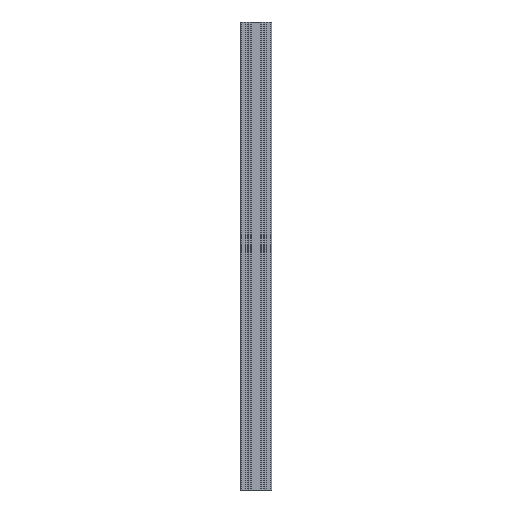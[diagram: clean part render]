
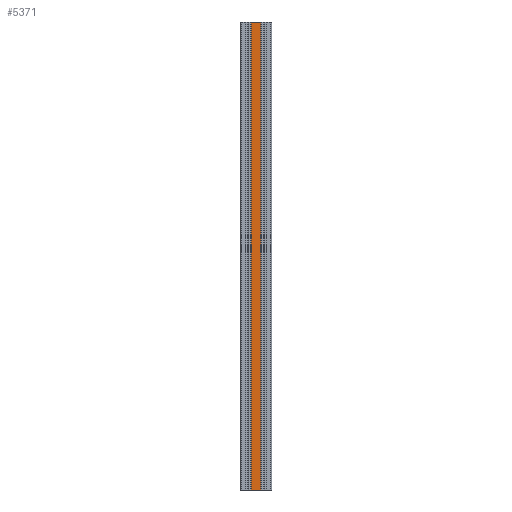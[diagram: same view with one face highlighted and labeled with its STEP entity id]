
A CAD part, front view. The second image highlights one B-rep face of the part: STEP entity #5371.
In plain terms, the highlighted planar face has unit normal (0, -1, 0).
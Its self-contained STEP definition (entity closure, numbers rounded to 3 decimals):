
#143=PLANE('',#5879);
#397=FACE_OUTER_BOUND('',#667,.T.);
#667=EDGE_LOOP('',(#4337,#4338,#4339,#4340));
#1187=LINE('',#8955,#1735);
#1188=LINE('',#8959,#1736);
#1189=LINE('',#8961,#1737);
#1190=LINE('',#8962,#1738);
#1735=VECTOR('',#7341,1000.);
#1736=VECTOR('',#7346,10.);
#1737=VECTOR('',#7347,1000.);
#1738=VECTOR('',#7348,12.6);
#2529=VERTEX_POINT('',#8952);
#2530=VERTEX_POINT('',#8954);
#2531=VERTEX_POINT('',#8958);
#2532=VERTEX_POINT('',#8960);
#3298=EDGE_CURVE('',#2530,#2529,#1187,.T.);
#3300=EDGE_CURVE('',#2529,#2531,#1188,.F.);
#3301=EDGE_CURVE('',#2532,#2531,#1189,.T.);
#3302=EDGE_CURVE('',#2532,#2530,#1190,.T.);
#4337=ORIENTED_EDGE('',*,*,#3300,.T.);
#4338=ORIENTED_EDGE('',*,*,#3301,.F.);
#4339=ORIENTED_EDGE('',*,*,#3302,.T.);
#4340=ORIENTED_EDGE('',*,*,#3298,.T.);
#5371=ADVANCED_FACE('',(#397),#143,.T.);
#5879=AXIS2_PLACEMENT_3D('',#8957,#7344,#7345);
#7341=DIRECTION('',(0.,0.,1.));
#7344=DIRECTION('center_axis',(0.,-1.,0.));
#7345=DIRECTION('ref_axis',(0.,0.,-1.));
#7346=DIRECTION('',(1.,0.,0.));
#7347=DIRECTION('',(0.,0.,1.));
#7348=DIRECTION('',(1.,0.,0.));
#8952=CARTESIAN_POINT('',(12.6,0.,600.));
#8954=CARTESIAN_POINT('',(12.6,0.,0.));
#8955=CARTESIAN_POINT('',(12.6,0.,0.));
#8957=CARTESIAN_POINT('Origin',(12.6,0.,0.));
#8958=CARTESIAN_POINT('',(0.,0.,600.));
#8959=CARTESIAN_POINT('',(9.45,0.,600.));
#8960=CARTESIAN_POINT('',(0.,0.,0.));
#8961=CARTESIAN_POINT('',(0.,0.,0.));
#8962=CARTESIAN_POINT('',(0.,0.,0.));
